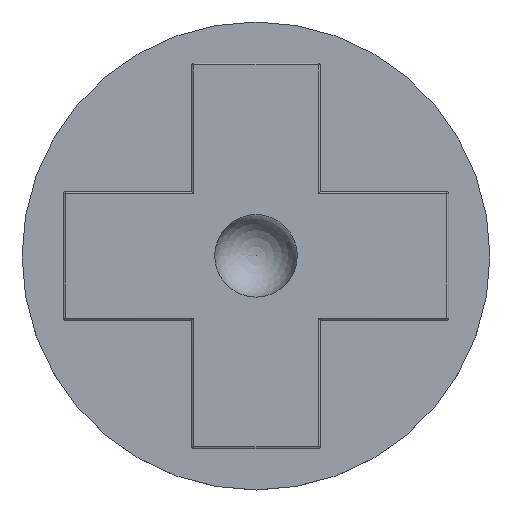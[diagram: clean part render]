
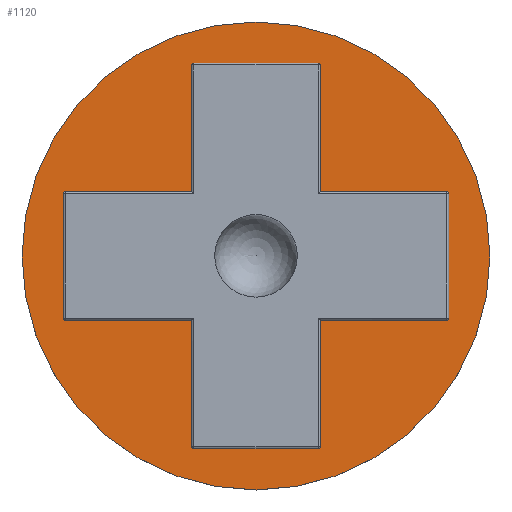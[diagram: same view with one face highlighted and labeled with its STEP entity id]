
A CAD part, top view. The second image highlights one B-rep face of the part: STEP entity #1120.
In plain terms, the highlighted planar face has unit normal (0, 0, 1).
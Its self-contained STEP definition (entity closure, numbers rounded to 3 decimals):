
#17=FACE_BOUND('',#406,.T.);
#48=PLANE('',#1269);
#93=LINE('',#1781,#190);
#95=LINE('',#1785,#192);
#96=LINE('',#1787,#193);
#97=LINE('',#1789,#194);
#99=LINE('',#1793,#196);
#100=LINE('',#1795,#197);
#142=LINE('',#1935,#239);
#143=LINE('',#1938,#240);
#145=LINE('',#1941,#242);
#146=LINE('',#1943,#243);
#147=LINE('',#1945,#244);
#148=LINE('',#1947,#245);
#190=VECTOR('',#1442,10.);
#192=VECTOR('',#1446,10.);
#193=VECTOR('',#1449,10.);
#194=VECTOR('',#1452,10.);
#196=VECTOR('',#1456,10.);
#197=VECTOR('',#1459,10.);
#239=VECTOR('',#1603,10.);
#240=VECTOR('',#1606,10.);
#242=VECTOR('',#1610,10.);
#243=VECTOR('',#1613,10.);
#244=VECTOR('',#1616,10.);
#245=VECTOR('',#1619,10.);
#337=FACE_OUTER_BOUND('',#405,.T.);
#405=EDGE_LOOP('',(#1024));
#406=EDGE_LOOP('',(#1025,#1026,#1027,#1028,#1029,#1030,#1031,#1032,#1033,
#1034,#1035,#1036,#1037,#1038,#1039,#1040,#1041,#1042,#1043,#1044));
#410=CIRCLE('',#1146,0.1);
#414=CIRCLE('',#1152,0.1);
#418=CIRCLE('',#1159,0.1);
#422=CIRCLE('',#1167,0.1);
#426=CIRCLE('',#1173,0.1);
#430=CIRCLE('',#1180,0.1);
#434=CIRCLE('',#1187,0.1);
#438=CIRCLE('',#1195,0.1);
#465=CIRCLE('',#1268,12.75);
#469=VERTEX_POINT('',#1636);
#470=VERTEX_POINT('',#1637);
#474=VERTEX_POINT('',#1649);
#475=VERTEX_POINT('',#1650);
#479=VERTEX_POINT('',#1665);
#480=VERTEX_POINT('',#1666);
#486=VERTEX_POINT('',#1684);
#487=VERTEX_POINT('',#1685);
#491=VERTEX_POINT('',#1697);
#492=VERTEX_POINT('',#1698);
#496=VERTEX_POINT('',#1713);
#497=VERTEX_POINT('',#1714);
#501=VERTEX_POINT('',#1729);
#502=VERTEX_POINT('',#1730);
#508=VERTEX_POINT('',#1748);
#509=VERTEX_POINT('',#1749);
#514=VERTEX_POINT('',#1783);
#515=VERTEX_POINT('',#1791);
#562=VERTEX_POINT('',#1933);
#563=VERTEX_POINT('',#1937);
#564=VERTEX_POINT('',#1949);
#568=EDGE_CURVE('',#469,#470,#410,.F.);
#574=EDGE_CURVE('',#474,#475,#414,.F.);
#582=EDGE_CURVE('',#479,#480,#418,.F.);
#591=EDGE_CURVE('',#486,#487,#422,.F.);
#597=EDGE_CURVE('',#491,#492,#426,.F.);
#605=EDGE_CURVE('',#496,#497,#430,.F.);
#613=EDGE_CURVE('',#501,#502,#434,.F.);
#622=EDGE_CURVE('',#508,#509,#438,.F.);
#641=EDGE_CURVE('',#469,#475,#93,.T.);
#643=EDGE_CURVE('',#474,#514,#95,.T.);
#644=EDGE_CURVE('',#514,#492,#96,.T.);
#645=EDGE_CURVE('',#491,#497,#97,.T.);
#647=EDGE_CURVE('',#496,#515,#99,.T.);
#648=EDGE_CURVE('',#515,#509,#100,.T.);
#716=EDGE_CURVE('',#501,#562,#142,.T.);
#717=EDGE_CURVE('',#563,#470,#143,.T.);
#719=EDGE_CURVE('',#508,#502,#145,.T.);
#720=EDGE_CURVE('',#486,#480,#146,.T.);
#721=EDGE_CURVE('',#479,#563,#147,.T.);
#722=EDGE_CURVE('',#562,#487,#148,.T.);
#723=EDGE_CURVE('',#564,#564,#465,.T.);
#1024=ORIENTED_EDGE('',*,*,#723,.T.);
#1025=ORIENTED_EDGE('',*,*,#720,.T.);
#1026=ORIENTED_EDGE('',*,*,#582,.F.);
#1027=ORIENTED_EDGE('',*,*,#721,.T.);
#1028=ORIENTED_EDGE('',*,*,#717,.T.);
#1029=ORIENTED_EDGE('',*,*,#568,.F.);
#1030=ORIENTED_EDGE('',*,*,#641,.T.);
#1031=ORIENTED_EDGE('',*,*,#574,.F.);
#1032=ORIENTED_EDGE('',*,*,#643,.T.);
#1033=ORIENTED_EDGE('',*,*,#644,.T.);
#1034=ORIENTED_EDGE('',*,*,#597,.F.);
#1035=ORIENTED_EDGE('',*,*,#645,.T.);
#1036=ORIENTED_EDGE('',*,*,#605,.F.);
#1037=ORIENTED_EDGE('',*,*,#647,.T.);
#1038=ORIENTED_EDGE('',*,*,#648,.T.);
#1039=ORIENTED_EDGE('',*,*,#622,.F.);
#1040=ORIENTED_EDGE('',*,*,#719,.T.);
#1041=ORIENTED_EDGE('',*,*,#613,.F.);
#1042=ORIENTED_EDGE('',*,*,#716,.T.);
#1043=ORIENTED_EDGE('',*,*,#722,.T.);
#1044=ORIENTED_EDGE('',*,*,#591,.F.);
#1120=ADVANCED_FACE('',(#337,#17),#48,.T.);
#1146=AXIS2_PLACEMENT_3D('',#1638,#1282,#1283);
#1152=AXIS2_PLACEMENT_3D('',#1651,#1296,#1297);
#1159=AXIS2_PLACEMENT_3D('',#1667,#1314,#1315);
#1167=AXIS2_PLACEMENT_3D('',#1686,#1334,#1335);
#1173=AXIS2_PLACEMENT_3D('',#1699,#1348,#1349);
#1180=AXIS2_PLACEMENT_3D('',#1715,#1366,#1367);
#1187=AXIS2_PLACEMENT_3D('',#1731,#1384,#1385);
#1195=AXIS2_PLACEMENT_3D('',#1750,#1404,#1405);
#1268=AXIS2_PLACEMENT_3D('',#1950,#1622,#1623);
#1269=AXIS2_PLACEMENT_3D('',#1952,#1625,#1626);
#1282=DIRECTION('center_axis',(0.,0.,-1.));
#1283=DIRECTION('ref_axis',(0.707,-0.707,0.));
#1296=DIRECTION('center_axis',(0.,0.,-1.));
#1297=DIRECTION('ref_axis',(-0.707,-0.707,0.));
#1314=DIRECTION('center_axis',(0.,0.,-1.));
#1315=DIRECTION('ref_axis',(0.707,-0.707,0.));
#1334=DIRECTION('center_axis',(0.,0.,-1.));
#1335=DIRECTION('ref_axis',(0.707,0.707,0.));
#1348=DIRECTION('center_axis',(0.,0.,-1.));
#1349=DIRECTION('ref_axis',(-0.707,-0.707,0.));
#1366=DIRECTION('center_axis',(0.,0.,-1.));
#1367=DIRECTION('ref_axis',(-0.707,0.707,0.));
#1384=DIRECTION('center_axis',(0.,0.,-1.));
#1385=DIRECTION('ref_axis',(0.707,0.707,0.));
#1404=DIRECTION('center_axis',(0.,0.,-1.));
#1405=DIRECTION('ref_axis',(-0.707,0.707,0.));
#1442=DIRECTION('',(-1.,0.,0.));
#1446=DIRECTION('',(0.,1.,0.));
#1449=DIRECTION('',(-1.,0.,0.));
#1452=DIRECTION('',(0.,1.,0.));
#1456=DIRECTION('',(1.,0.,0.));
#1459=DIRECTION('',(0.,1.,0.));
#1603=DIRECTION('',(0.,-1.,0.));
#1606=DIRECTION('',(0.,-1.,0.));
#1610=DIRECTION('',(1.,0.,0.));
#1613=DIRECTION('',(0.,-1.,0.));
#1616=DIRECTION('',(-1.,0.,0.));
#1619=DIRECTION('',(1.,0.,0.));
#1622=DIRECTION('center_axis',(0.,0.,1.));
#1623=DIRECTION('ref_axis',(-1.,0.,0.));
#1625=DIRECTION('center_axis',(0.,0.,1.));
#1626=DIRECTION('ref_axis',(1.,0.,0.));
#1636=CARTESIAN_POINT('',(3.4,-10.5,1.7));
#1637=CARTESIAN_POINT('',(3.5,-10.4,1.7));
#1638=CARTESIAN_POINT('Origin',(3.4,-10.4,1.7));
#1649=CARTESIAN_POINT('',(-3.5,-10.4,1.7));
#1650=CARTESIAN_POINT('',(-3.4,-10.5,1.7));
#1651=CARTESIAN_POINT('Origin',(-3.4,-10.4,1.7));
#1665=CARTESIAN_POINT('',(10.4,-3.5,1.7));
#1666=CARTESIAN_POINT('',(10.5,-3.4,1.7));
#1667=CARTESIAN_POINT('Origin',(10.4,-3.4,1.7));
#1684=CARTESIAN_POINT('',(10.5,3.4,1.7));
#1685=CARTESIAN_POINT('',(10.4,3.5,1.7));
#1686=CARTESIAN_POINT('Origin',(10.4,3.4,1.7));
#1697=CARTESIAN_POINT('',(-10.5,-3.4,1.7));
#1698=CARTESIAN_POINT('',(-10.4,-3.5,1.7));
#1699=CARTESIAN_POINT('Origin',(-10.4,-3.4,1.7));
#1713=CARTESIAN_POINT('',(-10.4,3.5,1.7));
#1714=CARTESIAN_POINT('',(-10.5,3.4,1.7));
#1715=CARTESIAN_POINT('Origin',(-10.4,3.4,1.7));
#1729=CARTESIAN_POINT('',(3.5,10.4,1.7));
#1730=CARTESIAN_POINT('',(3.4,10.5,1.7));
#1731=CARTESIAN_POINT('Origin',(3.4,10.4,1.7));
#1748=CARTESIAN_POINT('',(-3.4,10.5,1.7));
#1749=CARTESIAN_POINT('',(-3.5,10.4,1.7));
#1750=CARTESIAN_POINT('Origin',(-3.4,10.4,1.7));
#1781=CARTESIAN_POINT('',(-1.75,-10.5,1.7));
#1783=CARTESIAN_POINT('',(-3.5,-3.5,1.7));
#1785=CARTESIAN_POINT('',(-3.5,5.25,1.7));
#1787=CARTESIAN_POINT('',(-5.25,-3.5,1.7));
#1789=CARTESIAN_POINT('',(-10.5,1.75,1.7));
#1791=CARTESIAN_POINT('',(-3.5,3.5,1.7));
#1793=CARTESIAN_POINT('',(5.25,3.5,1.7));
#1795=CARTESIAN_POINT('',(-3.5,5.25,1.7));
#1933=CARTESIAN_POINT('',(3.5,3.5,1.7));
#1935=CARTESIAN_POINT('',(3.5,-5.25,1.7));
#1937=CARTESIAN_POINT('',(3.5,-3.5,1.7));
#1938=CARTESIAN_POINT('',(3.5,-5.25,1.7));
#1941=CARTESIAN_POINT('',(1.75,10.5,1.7));
#1943=CARTESIAN_POINT('',(10.5,-1.75,1.7));
#1945=CARTESIAN_POINT('',(-5.25,-3.5,1.7));
#1947=CARTESIAN_POINT('',(5.25,3.5,1.7));
#1949=CARTESIAN_POINT('',(12.75,0.,1.7));
#1950=CARTESIAN_POINT('Origin',(0.,0.,1.7));
#1952=CARTESIAN_POINT('Origin',(0.,0.,
1.7));
